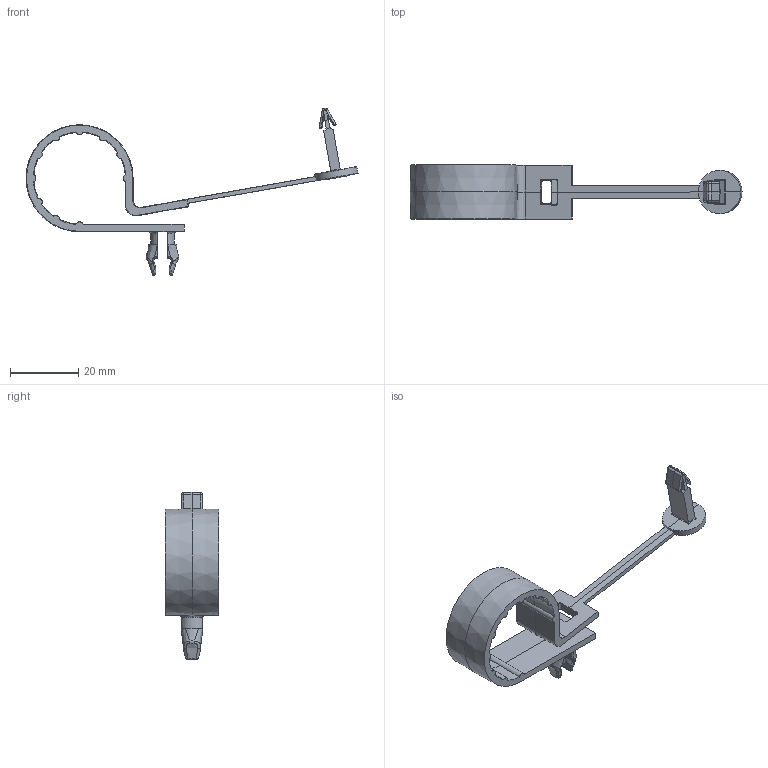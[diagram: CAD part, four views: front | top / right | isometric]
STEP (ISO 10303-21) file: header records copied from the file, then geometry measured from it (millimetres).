
FILE_DESCRIPTION(/* description */ (''),/* implementation_level */ '2;1');
FILE_NAME(/* name */ 'PANDUIT_PC0100-H25D',/* time_stamp */ '2011-03-14T11:17:29-05:00',/* author */ (''),/* organization */ (''),/* preprocessor_version */ 'ST-DEVELOPER v9',/* originating_system */ 'UGS - NX 3.0',/* authorisation */ '');
FILE_SCHEMA (('CONFIG_CONTROL_DESIGN'));
Length unit declared in the file: inch
Products named in the file (1): bwg834B223k
Bounding box: 97.61 x 15.88 x 49.29 mm (x, y, z)
Volume: 5381.5 mm3; surface area: 6148 mm2
Topology: 1 solids, 1 shells, 253 faces, 631 edges, 383 vertices
Faces by surface type: plane 96, cylinder 71, bspline 58, cone 26, extrusion 2
Full cylindrical faces by diameter (mm): 0.751 x7, 12.7 x1
Entity records: 8772 total; most frequent: CARTESIAN_POINT 3061, ORIENTED_EDGE 1252, DIRECTION 1088, EDGE_CURVE 626, AXIS2_PLACEMENT_3D 406, VERTEX_POINT 381, VECTOR 276, LINE 274
